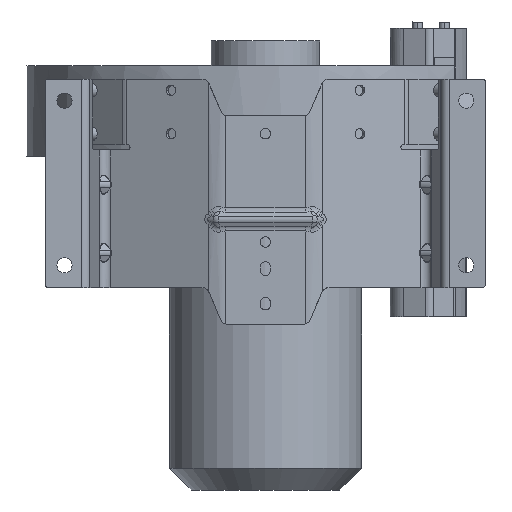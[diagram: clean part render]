
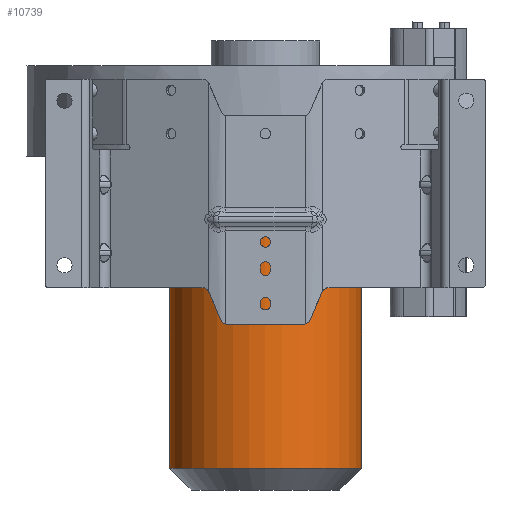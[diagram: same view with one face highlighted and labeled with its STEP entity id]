
A CAD part, front view. The second image highlights one B-rep face of the part: STEP entity #10739.
In plain terms, the highlighted cylindrical face has radius 88.7 mm (diameter 177.4 mm), a partial arc.
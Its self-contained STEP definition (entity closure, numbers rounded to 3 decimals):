
#156 = CARTESIAN_POINT ( 'NONE',  ( 88.7, 0., -40.85 ) ) ;
#281 = EDGE_CURVE ( 'NONE', #22121, #16732, #16351, .T. ) ;
#1550 = AXIS2_PLACEMENT_3D ( 'NONE', #7502, #7739, #22344 ) ;
#1925 = CIRCLE ( 'NONE', #1550, 88.7 ) ;
#3468 = DIRECTION ( 'NONE',  ( 0., 0., -1. ) ) ;
#4645 = EDGE_CURVE ( 'NONE', #17750, #22121, #1925, .T. ) ;
#4891 = DIRECTION ( 'NONE',  ( -1., 0., 0. ) ) ;
#5573 = DIRECTION ( 'NONE',  ( -1., 0., 0. ) ) ;
#5796 = VECTOR ( 'NONE', #3468, 1000. ) ;
#5906 = LINE ( 'NONE', #156, #8513 ) ;
#5935 = EDGE_CURVE ( 'NONE', #16732, #7884, #7465, .T. ) ;
#6738 = CARTESIAN_POINT ( 'NONE',  ( 0., 0., -328.7 ) ) ;
#7078 = AXIS2_PLACEMENT_3D ( 'NONE', #6738, #18056, #4891 ) ;
#7465 = CIRCLE ( 'NONE', #7078, 88.7 ) ;
#7502 = CARTESIAN_POINT ( 'NONE',  ( 0., 0., -40.85 ) ) ;
#7739 = DIRECTION ( 'NONE',  ( 0., 0., -1. ) ) ;
#7884 = VERTEX_POINT ( 'NONE', #10808 ) ;
#8513 = VECTOR ( 'NONE', #11495, 1000. ) ;
#10739 = ADVANCED_FACE ( 'NONE', ( #22270 ), #14946, .T. ) ;
#10808 = CARTESIAN_POINT ( 'NONE',  ( 88.7, 0., -328.7 ) ) ;
#11045 = DIRECTION ( 'NONE',  ( 0., 0., -1. ) ) ;
#11495 = DIRECTION ( 'NONE',  ( 0., 0., -1. ) ) ;
#12028 = ORIENTED_EDGE ( 'NONE', *, *, #281, .T. ) ;
#13408 = CARTESIAN_POINT ( 'NONE',  ( -88.7, 0., -40.85 ) ) ;
#14935 = EDGE_CURVE ( 'NONE', #17750, #7884, #5906, .T. ) ;
#14946 = CYLINDRICAL_SURFACE ( 'NONE', #17854, 88.7 ) ;
#15648 = EDGE_LOOP ( 'NONE', ( #22324, #17873, #12028, #15652 ) ) ;
#15652 = ORIENTED_EDGE ( 'NONE', *, *, #5935, .T. ) ;
#16351 = LINE ( 'NONE', #20133, #5796 ) ;
#16638 = CARTESIAN_POINT ( 'NONE',  ( -88.7, 0., -328.7 ) ) ;
#16732 = VERTEX_POINT ( 'NONE', #16638 ) ;
#17750 = VERTEX_POINT ( 'NONE', #20378 ) ;
#17854 = AXIS2_PLACEMENT_3D ( 'NONE', #18478, #11045, #5573 ) ;
#17873 = ORIENTED_EDGE ( 'NONE', *, *, #4645, .T. ) ;
#18056 = DIRECTION ( 'NONE',  ( 0., 0., 1. ) ) ;
#18478 = CARTESIAN_POINT ( 'NONE',  ( 0., 0., -40.85 ) ) ;
#20133 = CARTESIAN_POINT ( 'NONE',  ( -88.7, 0., -40.85 ) ) ;
#20378 = CARTESIAN_POINT ( 'NONE',  ( 88.7, 0., -40.85 ) ) ;
#22121 = VERTEX_POINT ( 'NONE', #13408 ) ;
#22270 = FACE_OUTER_BOUND ( 'NONE', #15648, .T. ) ;
#22324 = ORIENTED_EDGE ( 'NONE', *, *, #14935, .F. ) ;
#22344 = DIRECTION ( 'NONE',  ( -1., 0., 0. ) ) ;
